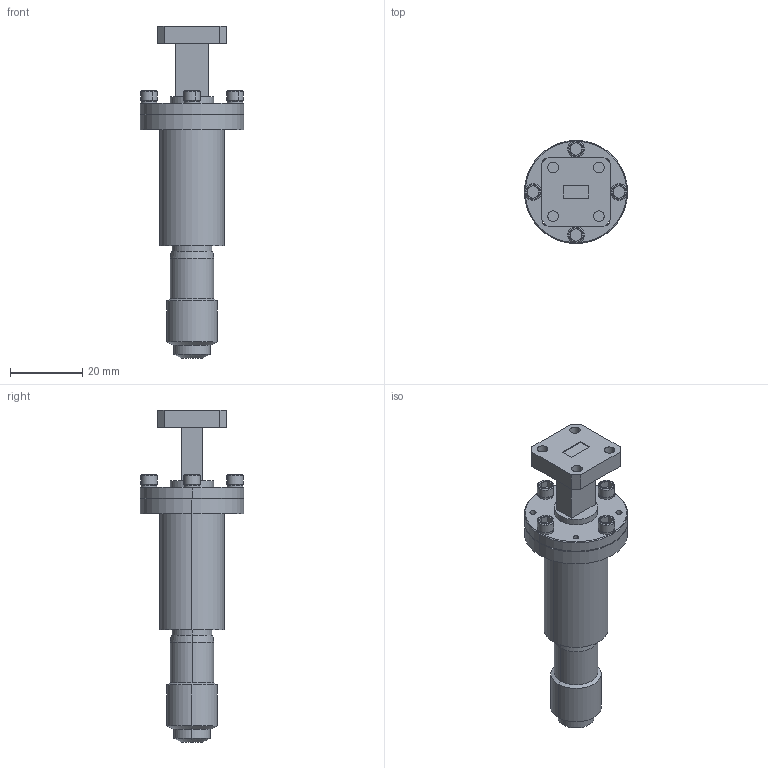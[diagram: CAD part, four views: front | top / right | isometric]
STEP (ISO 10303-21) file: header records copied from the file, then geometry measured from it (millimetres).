
FILE_DESCRIPTION (( 'STEP AP214' ), '1' );
FILE_NAME ('WS-AT.STEP', '2023-05-16T00:13:27', ( '' ), ( '' ), 'SwSTEP 2.0', 'SolidWorks 2021', '' );
FILE_SCHEMA (( 'AUTOMOTIVE_DESIGN' ));
Length unit declared in the file: inch
Products named in the file (1): WS-AT
Bounding box: 28.57 x 28.57 x 91.92 mm (x, y, z)
Volume: 19155.7 mm3; surface area: 7075.1 mm2
Topology: 1 solids, 1 shells, 208 faces, 488 edges, 298 vertices
Faces by surface type: cylinder 88, plane 84, cone 28, torus 8
Entity records: 8650 total; most frequent: DIRECTION 1076, CARTESIAN_POINT 1067, ORIENTED_EDGE 976, EDGE_CURVE 488, AXIS2_PLACEMENT_3D 403, VERTEX_POINT 298, LINE 270, VECTOR 270
